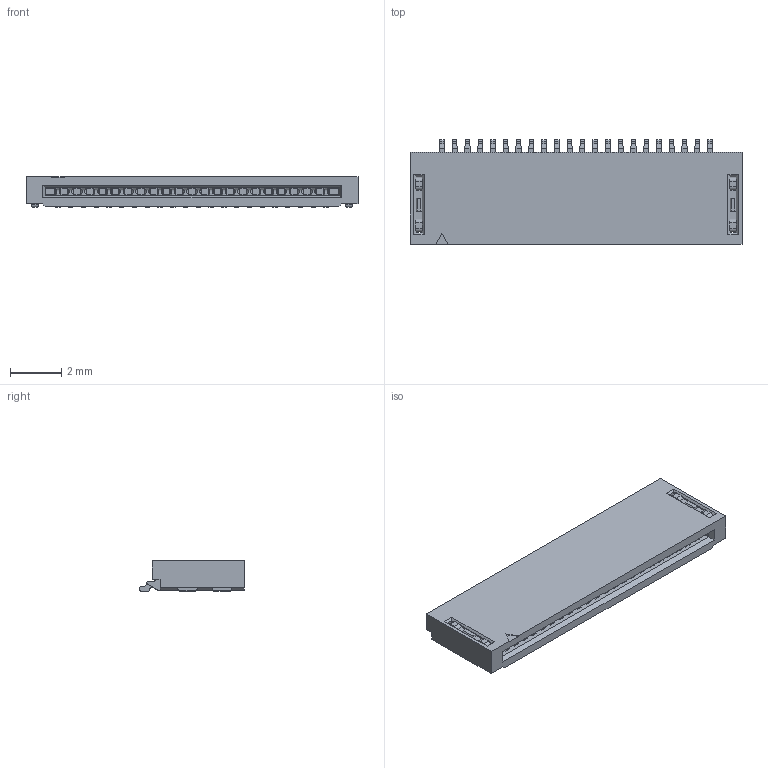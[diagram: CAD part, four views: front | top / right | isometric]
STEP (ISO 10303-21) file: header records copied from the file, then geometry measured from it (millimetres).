
FILE_DESCRIPTION(/* description */ ('Unknown'),/* implementation_level */ '2;1');
FILE_NAME(/* name */ '687122188722',/* time_stamp */ '2023-03-28T09:48:31+02:00',/* author */ ('Unknown'),/* organization */ ('Unknown'),/* preprocessor_version */ 'ST-DEVELOPER v18.102',/* originating_system */ 'Solid Edge',/* authorisation */ 'Unknown');
FILE_SCHEMA (('AUTOMOTIVE_DESIGN {1 0 10303 214 3 1 1}'));
Length unit declared in the file: millimetre
Products named in the file (5): 6871xx188722; 687122188722; 6871xx188722_Pin; 6871xx188722_Pin2; 6871xx188722_Pad
Assembly tree (25 placements, depth 2):
  6871xx188722
    687122188722
    6871xx188722_Pin  x11
    6871xx188722_Pin2  x11
    6871xx188722_Pad  x2
Bounding box: 13 x 4.1 x 1.2 mm (x, y, z)
Volume: 39.8 mm3; surface area: 420 mm2
Topology: 25 solids, 25 shells, 1950 faces, 5163 edges, 3218 vertices
Faces by surface type: plane 1200, cylinder 442, cone 308
Entity records: 19330 total; most frequent: ORIENTED_EDGE 3270, CARTESIAN_POINT 3269, DIRECTION 2961, EDGE_CURVE 1635, LINE 1413, VECTOR 1413, VERTEX_POINT 1066, AXIS2_PLACEMENT_3D 774
